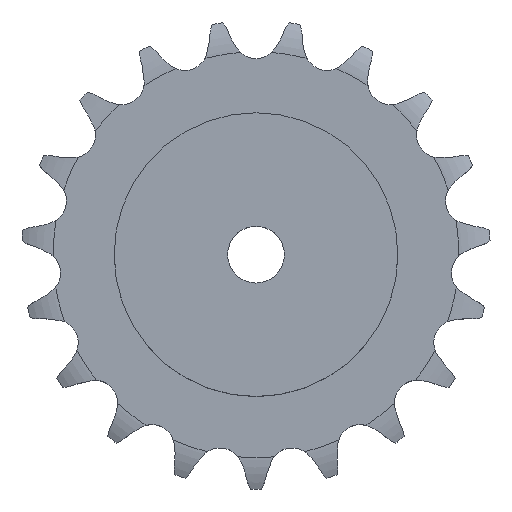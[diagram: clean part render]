
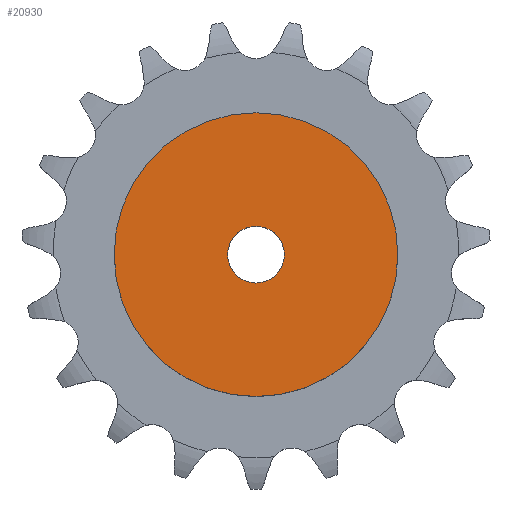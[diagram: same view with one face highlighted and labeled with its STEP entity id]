
A CAD part, top view. The second image highlights one B-rep face of the part: STEP entity #20930.
In plain terms, the highlighted planar face has unit normal (0, 0, 1).
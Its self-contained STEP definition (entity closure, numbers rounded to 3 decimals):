
#2835 = CYLINDRICAL_SURFACE('',#2836,50.);
#2836 = AXIS2_PLACEMENT_3D('',#2837,#2838,#2839);
#2837 = CARTESIAN_POINT('',(0.,0.,0.));
#2838 = DIRECTION('',(-0.,-0.,-1.));
#2839 = DIRECTION('',(1.,0.,0.));
#13342 = VERTEX_POINT('',#13343);
#13343 = CARTESIAN_POINT('',(50.,0.,45.));
#13364 = EDGE_CURVE('',#13342,#13342,#13365,.T.);
#13365 = SURFACE_CURVE('',#13366,(#13371,#13378),.PCURVE_S1.);
#13366 = CIRCLE('',#13367,50.);
#13367 = AXIS2_PLACEMENT_3D('',#13368,#13369,#13370);
#13368 = CARTESIAN_POINT('',(0.,0.,45.));
#13369 = DIRECTION('',(0.,0.,1.));
#13370 = DIRECTION('',(1.,0.,0.));
#13371 = PCURVE('',#2835,#13372);
#13372 = DEFINITIONAL_REPRESENTATION('',(#13373),#13377);
#13373 = LINE('',#13374,#13375);
#13374 = CARTESIAN_POINT('',(-0.,-45.));
#13375 = VECTOR('',#13376,1.);
#13376 = DIRECTION('',(-1.,0.));
#13377 = ( GEOMETRIC_REPRESENTATION_CONTEXT(2) 
PARAMETRIC_REPRESENTATION_CONTEXT() REPRESENTATION_CONTEXT('2D SPACE',''
  ) );
#13378 = PCURVE('',#13379,#13384);
#13379 = PLANE('',#13380);
#13380 = AXIS2_PLACEMENT_3D('',#13381,#13382,#13383);
#13381 = CARTESIAN_POINT('',(0.,0.,45.)
  );
#13382 = DIRECTION('',(0.,0.,1.));
#13383 = DIRECTION('',(1.,0.,0.));
#13384 = DEFINITIONAL_REPRESENTATION('',(#13385),#13389);
#13385 = CIRCLE('',#13386,50.);
#13386 = AXIS2_PLACEMENT_2D('',#13387,#13388);
#13387 = CARTESIAN_POINT('',(0.,0.));
#13388 = DIRECTION('',(1.,0.));
#13389 = ( GEOMETRIC_REPRESENTATION_CONTEXT(2) 
PARAMETRIC_REPRESENTATION_CONTEXT() REPRESENTATION_CONTEXT('2D SPACE',''
  ) );
#17877 = CYLINDRICAL_SURFACE('',#17878,10.);
#17878 = AXIS2_PLACEMENT_3D('',#17879,#17880,#17881);
#17879 = CARTESIAN_POINT('',(0.,0.,261.717));
#17880 = DIRECTION('',(0.,0.,1.));
#17881 = DIRECTION('',(1.,0.,0.));
#20930 = ADVANCED_FACE('',(#20931,#20934),#13379,.T.);
#20931 = FACE_BOUND('',#20932,.T.);
#20932 = EDGE_LOOP('',(#20933));
#20933 = ORIENTED_EDGE('',*,*,#13364,.T.);
#20934 = FACE_BOUND('',#20935,.T.);
#20935 = EDGE_LOOP('',(#20936));
#20936 = ORIENTED_EDGE('',*,*,#20937,.F.);
#20937 = EDGE_CURVE('',#20938,#20938,#20940,.T.);
#20938 = VERTEX_POINT('',#20939);
#20939 = CARTESIAN_POINT('',(10.,0.,45.));
#20940 = SURFACE_CURVE('',#20941,(#20946,#20953),.PCURVE_S1.);
#20941 = CIRCLE('',#20942,10.);
#20942 = AXIS2_PLACEMENT_3D('',#20943,#20944,#20945);
#20943 = CARTESIAN_POINT('',(0.,0.,45.));
#20944 = DIRECTION('',(0.,0.,1.));
#20945 = DIRECTION('',(1.,0.,0.));
#20946 = PCURVE('',#13379,#20947);
#20947 = DEFINITIONAL_REPRESENTATION('',(#20948),#20952);
#20948 = CIRCLE('',#20949,10.);
#20949 = AXIS2_PLACEMENT_2D('',#20950,#20951);
#20950 = CARTESIAN_POINT('',(0.,0.));
#20951 = DIRECTION('',(1.,0.));
#20952 = ( GEOMETRIC_REPRESENTATION_CONTEXT(2) 
PARAMETRIC_REPRESENTATION_CONTEXT() REPRESENTATION_CONTEXT('2D SPACE',''
  ) );
#20953 = PCURVE('',#17877,#20954);
#20954 = DEFINITIONAL_REPRESENTATION('',(#20955),#20959);
#20955 = LINE('',#20956,#20957);
#20956 = CARTESIAN_POINT('',(0.,-216.717));
#20957 = VECTOR('',#20958,1.);
#20958 = DIRECTION('',(1.,0.));
#20959 = ( GEOMETRIC_REPRESENTATION_CONTEXT(2) 
PARAMETRIC_REPRESENTATION_CONTEXT() REPRESENTATION_CONTEXT('2D SPACE',''
  ) );
